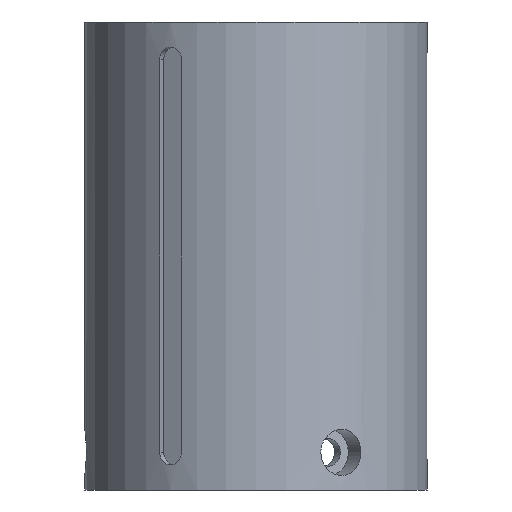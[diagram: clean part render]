
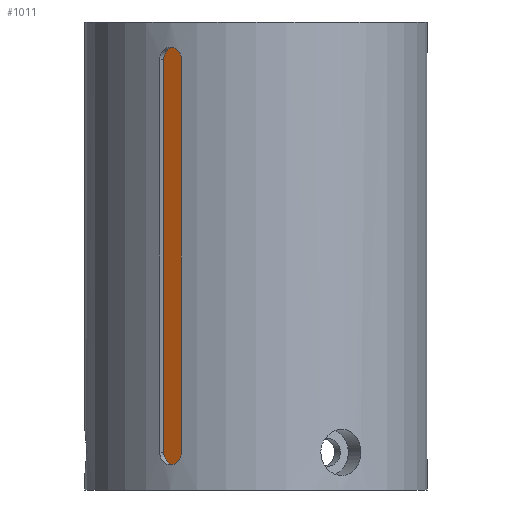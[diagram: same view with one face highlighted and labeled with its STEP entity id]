
A CAD part, front view. The second image highlights one B-rep face of the part: STEP entity #1011.
In plain terms, the highlighted planar face has unit normal (-0.5, -0.866, 0).
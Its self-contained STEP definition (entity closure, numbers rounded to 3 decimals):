
#29=PLANE('',#1105);
#96=FACE_OUTER_BOUND('',#167,.T.);
#167=EDGE_LOOP('',(#878,#879,#880,#881,#882,#883));
#203=CIRCLE('',#1100,1.5);
#204=CIRCLE('',#1102,1.5);
#205=CIRCLE('',#1104,1.5);
#206=CIRCLE('',#1106,1.5);
#304=LINE('',#3753,#359);
#316=LINE('',#3802,#371);
#359=VECTOR('',#1228,10.);
#371=VECTOR('',#1292,10.);
#462=VERTEX_POINT('',#3749);
#463=VERTEX_POINT('',#3751);
#473=VERTEX_POINT('',#3799);
#474=VERTEX_POINT('',#3801);
#475=VERTEX_POINT('',#3805);
#476=VERTEX_POINT('',#3811);
#589=EDGE_CURVE('',#462,#463,#304,.T.);
#610=EDGE_CURVE('',#473,#474,#316,.T.);
#612=EDGE_CURVE('',#475,#474,#203,.T.);
#614=EDGE_CURVE('',#463,#475,#204,.T.);
#615=EDGE_CURVE('',#476,#462,#205,.T.);
#617=EDGE_CURVE('',#473,#476,#206,.T.);
#878=ORIENTED_EDGE('',*,*,#617,.T.);
#879=ORIENTED_EDGE('',*,*,#615,.T.);
#880=ORIENTED_EDGE('',*,*,#589,.T.);
#881=ORIENTED_EDGE('',*,*,#614,.T.);
#882=ORIENTED_EDGE('',*,*,#612,.T.);
#883=ORIENTED_EDGE('',*,*,#610,.F.);
#1011=ADVANCED_FACE('',(#96),#29,.F.);
#1100=AXIS2_PLACEMENT_3D('',#3806,#1296,#1297);
#1102=AXIS2_PLACEMENT_3D('',#3809,#1301,#1302);
#1104=AXIS2_PLACEMENT_3D('',#3812,#1305,#1306);
#1105=AXIS2_PLACEMENT_3D('',#3814,#1308,#1309);
#1106=AXIS2_PLACEMENT_3D('',#3815,#1310,#1311);
#1228=DIRECTION('',(0.,0.,1.));
#1292=DIRECTION('',(0.,0.,1.));
#1296=DIRECTION('center_axis',(-0.5,-0.866,0.));
#1297=DIRECTION('ref_axis',(-0.612,0.354,0.707));
#1301=DIRECTION('center_axis',(-0.5,-0.866,0.));
#1302=DIRECTION('ref_axis',(0.612,-0.354,0.707));
#1305=DIRECTION('center_axis',(-0.5,-0.866,0.));
#1306=DIRECTION('ref_axis',(0.612,-0.354,-0.707));
#1308=DIRECTION('center_axis',(0.5,0.866,0.));
#1309=DIRECTION('ref_axis',(-0.866,0.5,0.));
#1310=DIRECTION('center_axis',(-0.5,-0.866,0.));
#1311=DIRECTION('ref_axis',(-0.612,0.354,-0.707));
#3749=CARTESIAN_POINT('',(-8.451,-17.637,4.5));
#3751=CARTESIAN_POINT('',(-8.451,-17.637,51.5));
#3753=CARTESIAN_POINT('',(-8.451,-17.637,3.));
#3799=CARTESIAN_POINT('',(-11.049,-16.137,4.5));
#3801=CARTESIAN_POINT('',(-11.049,-16.137,51.5));
#3802=CARTESIAN_POINT('',(-11.049,-16.137,3.));
#3805=CARTESIAN_POINT('',(-9.75,-16.887,53.));
#3806=CARTESIAN_POINT('Origin',(-9.75,-16.887,51.5));
#3809=CARTESIAN_POINT('Origin',(-9.75,-16.887,51.5));
#3811=CARTESIAN_POINT('',(-9.75,-16.887,3.));
#3812=CARTESIAN_POINT('Origin',(-9.75,-16.887,4.5));
#3814=CARTESIAN_POINT('Origin',(-8.451,-17.637,3.));
#3815=CARTESIAN_POINT('Origin',(-9.75,-16.887,4.5));
